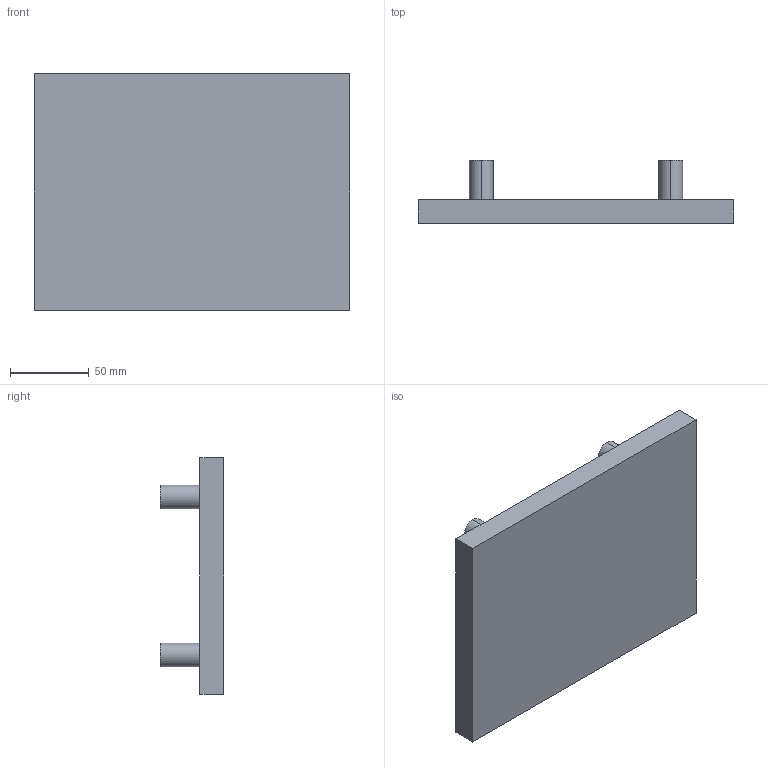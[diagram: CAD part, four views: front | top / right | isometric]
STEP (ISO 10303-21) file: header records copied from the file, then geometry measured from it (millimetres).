
FILE_DESCRIPTION (( 'STEP AP203' ), '1' );
FILE_NAME ('labProject_micro.STEP', '2021-05-08T11:32:57', ( '' ), ( '' ), 'SwSTEP 2.0', 'SolidWorks 2020', '' );
FILE_SCHEMA (( 'CONFIG_CONTROL_DESIGN' ));
Length unit declared in the file: millimetre
Products named in the file (1): labProject_micro
Bounding box: 200 x 40 x 150 mm (x, y, z)
Volume: 467479.9 mm3; surface area: 75482.8 mm2
Topology: 1 solids, 1 shells, 42 faces, 92 edges, 52 vertices
Faces by surface type: cone 16, cylinder 16, plane 10
Entity records: 1169 total; most frequent: DIRECTION 210, CARTESIAN_POINT 179, ORIENTED_EDGE 168, EDGE_CURVE 84, AXIS2_PLACEMENT_3D 83, VERTEX_POINT 52, EDGE_LOOP 50, LINE 44
